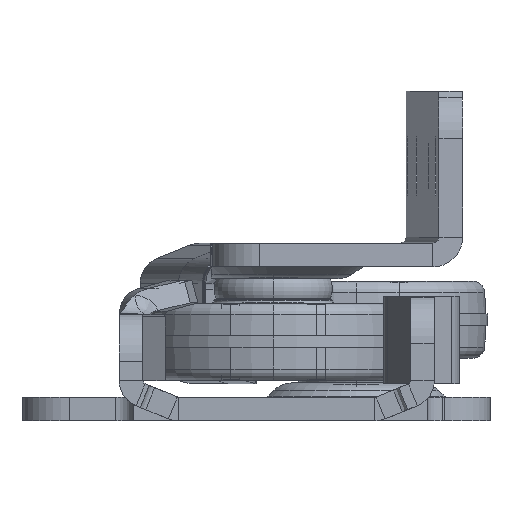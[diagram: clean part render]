
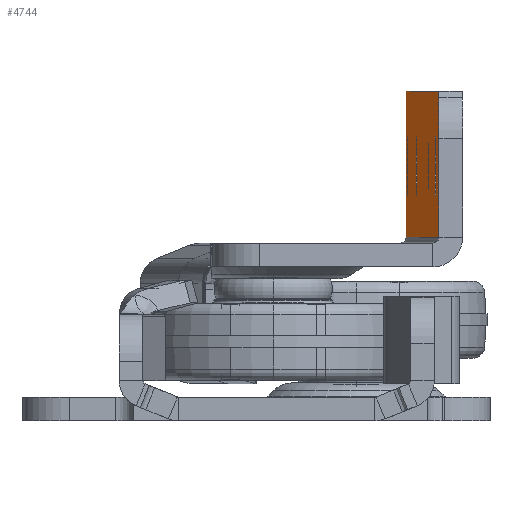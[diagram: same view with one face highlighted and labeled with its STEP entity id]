
A CAD part, left-side view. The second image highlights one B-rep face of the part: STEP entity #4744.
In plain terms, the highlighted face is planar.
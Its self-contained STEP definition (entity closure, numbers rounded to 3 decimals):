
#190 = PLANE ( 'NONE',  #12266 ) ;
#295 = DIRECTION ( 'NONE',  ( 0., 1., 0. ) ) ;
#359 = CARTESIAN_POINT ( 'NONE',  ( 0., -6.95, -29.674 ) ) ;
#379 = ORIENTED_EDGE ( 'NONE', *, *, #2051, .F. ) ;
#425 = CIRCLE ( 'NONE', #8826, 2.5 ) ;
#558 = ORIENTED_EDGE ( 'NONE', *, *, #4113, .T. ) ;
#733 = VERTEX_POINT ( 'NONE', #10660 ) ;
#813 = CARTESIAN_POINT ( 'NONE',  ( 465., -6.95, 6.5 ) ) ;
#816 = VECTOR ( 'NONE', #9707, 1000. ) ;
#958 = CARTESIAN_POINT ( 'NONE',  ( 51.5, -6.95, 6.5 ) ) ;
#964 = AXIS2_PLACEMENT_3D ( 'NONE', #958, #3953, #17136 ) ;
#1251 = EDGE_CURVE ( 'NONE', #12995, #11651, #3036, .T. ) ;
#1276 = VERTEX_POINT ( 'NONE', #4559 ) ;
#1306 = CARTESIAN_POINT ( 'NONE',  ( 0., -6.95, 0.5 ) ) ;
#1500 = VECTOR ( 'NONE', #11833, 1000. ) ;
#1540 = EDGE_CURVE ( 'NONE', #10753, #7926, #4875, .T. ) ;
#1751 = EDGE_LOOP ( 'NONE', ( #6125, #9570 ) ) ;
#1935 = DIRECTION ( 'NONE',  ( -1., 0., 0. ) ) ;
#1945 = EDGE_CURVE ( 'NONE', #6516, #5702, #4390, .T. ) ;
#2032 = DIRECTION ( 'NONE',  ( 1., 0., 0. ) ) ;
#2051 = EDGE_CURVE ( 'NONE', #4443, #11540, #6178, .T. ) ;
#2306 = DIRECTION ( 'NONE',  ( 1., 0., 0. ) ) ;
#2496 = LINE ( 'NONE', #6627, #12821 ) ;
#2620 = EDGE_CURVE ( 'NONE', #1276, #733, #425, .T. ) ;
#3036 = CIRCLE ( 'NONE', #8102, 4. ) ;
#3097 = ORIENTED_EDGE ( 'NONE', *, *, #12071, .F. ) ;
#3453 = CARTESIAN_POINT ( 'NONE',  ( 147.5, -6.95, 6.5 ) ) ;
#3477 = AXIS2_PLACEMENT_3D ( 'NONE', #13819, #8621, #2032 ) ;
#3482 = ORIENTED_EDGE ( 'NONE', *, *, #2620, .F. ) ;
#3484 = EDGE_CURVE ( 'NONE', #5835, #11651, #5062, .T. ) ;
#3488 = CIRCLE ( 'NONE', #964, 2.5 ) ;
#3732 = CARTESIAN_POINT ( 'NONE',  ( 493.5, -6.95, 12.29 ) ) ;
#3746 = CARTESIAN_POINT ( 'NONE',  ( 8., -6.95, 15.754 ) ) ;
#3749 = DIRECTION ( 'NONE',  ( 0., 0., 1. ) ) ;
#3759 = ORIENTED_EDGE ( 'NONE', *, *, #16243, .F. ) ;
#3908 = DIRECTION ( 'NONE',  ( 0., 0., -1. ) ) ;
#3913 = ORIENTED_EDGE ( 'NONE', *, *, #13023, .F. ) ;
#3953 = DIRECTION ( 'NONE',  ( 0., 1., 0. ) ) ;
#4073 = CIRCLE ( 'NONE', #6309, 2.5 ) ;
#4113 = EDGE_CURVE ( 'NONE', #13781, #12596, #2496, .T. ) ;
#4343 = CARTESIAN_POINT ( 'NONE',  ( 467.5, -6.95, 6.5 ) ) ;
#4381 = CIRCLE ( 'NONE', #6064, 2.5 ) ;
#4390 = LINE ( 'NONE', #10088, #8985 ) ;
#4431 = DIRECTION ( 'NONE',  ( 0., 1., 0. ) ) ;
#4443 = VERTEX_POINT ( 'NONE', #813 ) ;
#4465 = AXIS2_PLACEMENT_3D ( 'NONE', #12925, #13183, #6497 ) ;
#4559 = CARTESIAN_POINT ( 'NONE',  ( 145., -6.95, 6.5 ) ) ;
#4692 = DIRECTION ( 'NONE',  ( 1., 0., 0. ) ) ;
#4744 = ADVANCED_FACE ( 'NONE', ( #15295, #8609, #7040, #12404, #5886 ), #190, .F. ) ;
#4875 = CIRCLE ( 'NONE', #3477, 2.5 ) ;
#5062 = LINE ( 'NONE', #7879, #6327 ) ;
#5312 = CIRCLE ( 'NONE', #6434, 2.5 ) ;
#5702 = VERTEX_POINT ( 'NONE', #6227 ) ;
#5750 = CARTESIAN_POINT ( 'NONE',  ( 2., -6.95, 12.29 ) ) ;
#5835 = VERTEX_POINT ( 'NONE', #1306 ) ;
#5886 = FACE_BOUND ( 'NONE', #1751, .T. ) ;
#5966 = DIRECTION ( 'NONE',  ( 0., 1., 0. ) ) ;
#6011 = VERTEX_POINT ( 'NONE', #6758 ) ;
#6064 = AXIS2_PLACEMENT_3D ( 'NONE', #3453, #8800, #2306 ) ;
#6125 = ORIENTED_EDGE ( 'NONE', *, *, #7863, .F. ) ;
#6178 = CIRCLE ( 'NONE', #13797, 2.5 ) ;
#6227 = CARTESIAN_POINT ( 'NONE',  ( 492.572, -6.95, 12.826 ) ) ;
#6259 = EDGE_CURVE ( 'NONE', #6516, #12995, #13244, .T. ) ;
#6309 = AXIS2_PLACEMENT_3D ( 'NONE', #11993, #295, #12251 ) ;
#6327 = VECTOR ( 'NONE', #3749, 1000. ) ;
#6434 = AXIS2_PLACEMENT_3D ( 'NONE', #16601, #5966, #13891 ) ;
#6495 = DIRECTION ( 'NONE',  ( 1., 0., 0. ) ) ;
#6497 = DIRECTION ( 'NONE',  ( 1., 0., 0. ) ) ;
#6516 = VERTEX_POINT ( 'NONE', #13025 ) ;
#6627 = CARTESIAN_POINT ( 'NONE',  ( 495.5, -6.95, 12.826 ) ) ;
#6758 = CARTESIAN_POINT ( 'NONE',  ( 54., -6.95, 6.5 ) ) ;
#6851 = DIRECTION ( 'NONE',  ( 0., -1., 0. ) ) ;
#7025 = EDGE_CURVE ( 'NONE', #14791, #6011, #3488, .T. ) ;
#7040 = FACE_BOUND ( 'NONE', #16567, .T. ) ;
#7124 = ORIENTED_EDGE ( 'NONE', *, *, #11414, .F. ) ;
#7497 = EDGE_LOOP ( 'NONE', ( #3759, #10112, #10775, #9502, #13474, #3913, #7693, #558 ) ) ;
#7693 = ORIENTED_EDGE ( 'NONE', *, *, #11531, .F. ) ;
#7773 = VERTEX_POINT ( 'NONE', #3732 ) ;
#7863 = EDGE_CURVE ( 'NONE', #6011, #14791, #4073, .T. ) ;
#7879 = CARTESIAN_POINT ( 'NONE',  ( 0., -6.95, 12.826 ) ) ;
#7926 = VERTEX_POINT ( 'NONE', #14718 ) ;
#8102 = AXIS2_PLACEMENT_3D ( 'NONE', #16594, #6851, #16419 ) ;
#8609 = FACE_BOUND ( 'NONE', #10387, .T. ) ;
#8621 = DIRECTION ( 'NONE',  ( 0., 1., 0. ) ) ;
#8800 = DIRECTION ( 'NONE',  ( 0., 1., 0. ) ) ;
#8826 = AXIS2_PLACEMENT_3D ( 'NONE', #10766, #13502, #16297 ) ;
#8985 = VECTOR ( 'NONE', #14144, 1000. ) ;
#9502 = ORIENTED_EDGE ( 'NONE', *, *, #6259, .F. ) ;
#9570 = ORIENTED_EDGE ( 'NONE', *, *, #7025, .F. ) ;
#9707 = DIRECTION ( 'NONE',  ( -0.866, 0., 0.5 ) ) ;
#10088 = CARTESIAN_POINT ( 'NONE',  ( 0., -6.95, 12.826 ) ) ;
#10112 = ORIENTED_EDGE ( 'NONE', *, *, #3484, .T. ) ;
#10174 = ORIENTED_EDGE ( 'NONE', *, *, #15823, .F. ) ;
#10387 = EDGE_LOOP ( 'NONE', ( #3097, #379 ) ) ;
#10660 = CARTESIAN_POINT ( 'NONE',  ( 150., -6.95, 6.5 ) ) ;
#10753 = VERTEX_POINT ( 'NONE', #14021 ) ;
#10766 = CARTESIAN_POINT ( 'NONE',  ( 147.5, -6.95, 6.5 ) ) ;
#10775 = ORIENTED_EDGE ( 'NONE', *, *, #1251, .F. ) ;
#10796 = CARTESIAN_POINT ( 'NONE',  ( 0., -6.95, 8.826 ) ) ;
#10989 = EDGE_LOOP ( 'NONE', ( #10174, #3482 ) ) ;
#11368 = CARTESIAN_POINT ( 'NONE',  ( 49., -6.95, 6.5 ) ) ;
#11414 = EDGE_CURVE ( 'NONE', #7926, #10753, #5312, .T. ) ;
#11531 = EDGE_CURVE ( 'NONE', #13781, #7773, #14509, .T. ) ;
#11540 = VERTEX_POINT ( 'NONE', #13003 ) ;
#11601 = CARTESIAN_POINT ( 'NONE',  ( 0., -6.95, 0.5 ) ) ;
#11651 = VERTEX_POINT ( 'NONE', #10796 ) ;
#11784 = CIRCLE ( 'NONE', #13194, 2.5 ) ;
#11833 = DIRECTION ( 'NONE',  ( -0.866, 0., -0.5 ) ) ;
#11993 = CARTESIAN_POINT ( 'NONE',  ( 51.5, -6.95, 6.5 ) ) ;
#12071 = EDGE_CURVE ( 'NONE', #11540, #4443, #11784, .T. ) ;
#12251 = DIRECTION ( 'NONE',  ( 1., 0., 0. ) ) ;
#12266 = AXIS2_PLACEMENT_3D ( 'NONE', #359, #13985, #1935 ) ;
#12404 = FACE_BOUND ( 'NONE', #10989, .T. ) ;
#12596 = VERTEX_POINT ( 'NONE', #15382 ) ;
#12634 = LINE ( 'NONE', #13684, #816 ) ;
#12821 = VECTOR ( 'NONE', #3908, 1000. ) ;
#12925 = CARTESIAN_POINT ( 'NONE',  ( 491.5, -6.95, 8.826 ) ) ;
#12995 = VERTEX_POINT ( 'NONE', #5750 ) ;
#13003 = CARTESIAN_POINT ( 'NONE',  ( 470., -6.95, 6.5 ) ) ;
#13023 = EDGE_CURVE ( 'NONE', #7773, #5702, #12634, .T. ) ;
#13025 = CARTESIAN_POINT ( 'NONE',  ( 2.928, -6.95, 12.826 ) ) ;
#13183 = DIRECTION ( 'NONE',  ( 0., -1., 0. ) ) ;
#13194 = AXIS2_PLACEMENT_3D ( 'NONE', #4343, #4431, #4692 ) ;
#13244 = LINE ( 'NONE', #3746, #1500 ) ;
#13265 = DIRECTION ( 'NONE',  ( 0., 1., 0. ) ) ;
#13474 = ORIENTED_EDGE ( 'NONE', *, *, #1945, .T. ) ;
#13502 = DIRECTION ( 'NONE',  ( 0., 1., 0. ) ) ;
#13684 = CARTESIAN_POINT ( 'NONE',  ( 493.5, -6.95, 12.29 ) ) ;
#13781 = VERTEX_POINT ( 'NONE', #14953 ) ;
#13797 = AXIS2_PLACEMENT_3D ( 'NONE', #14324, #13265, #6495 ) ;
#13819 = CARTESIAN_POINT ( 'NONE',  ( 339.5, -6.95, 6.5 ) ) ;
#13842 = ORIENTED_EDGE ( 'NONE', *, *, #1540, .F. ) ;
#13891 = DIRECTION ( 'NONE',  ( 1., 0., 0. ) ) ;
#13985 = DIRECTION ( 'NONE',  ( 0., -1., 0. ) ) ;
#14021 = CARTESIAN_POINT ( 'NONE',  ( 342., -6.95, 6.5 ) ) ;
#14144 = DIRECTION ( 'NONE',  ( 1., 0., 0. ) ) ;
#14324 = CARTESIAN_POINT ( 'NONE',  ( 467.5, -6.95, 6.5 ) ) ;
#14509 = CIRCLE ( 'NONE', #4465, 4. ) ;
#14718 = CARTESIAN_POINT ( 'NONE',  ( 337., -6.95, 6.5 ) ) ;
#14791 = VERTEX_POINT ( 'NONE', #11368 ) ;
#14953 = CARTESIAN_POINT ( 'NONE',  ( 495.5, -6.95, 8.826 ) ) ;
#15295 = FACE_OUTER_BOUND ( 'NONE', #7497, .T. ) ;
#15382 = CARTESIAN_POINT ( 'NONE',  ( 495.5, -6.95, 0.5 ) ) ;
#15823 = EDGE_CURVE ( 'NONE', #733, #1276, #4381, .T. ) ;
#16243 = EDGE_CURVE ( 'NONE', #5835, #12596, #16962, .T. ) ;
#16297 = DIRECTION ( 'NONE',  ( 1., 0., 0. ) ) ;
#16419 = DIRECTION ( 'NONE',  ( -1., 0., 0. ) ) ;
#16449 = VECTOR ( 'NONE', #17052, 1000. ) ;
#16567 = EDGE_LOOP ( 'NONE', ( #13842, #7124 ) ) ;
#16594 = CARTESIAN_POINT ( 'NONE',  ( 4., -6.95, 8.826 ) ) ;
#16601 = CARTESIAN_POINT ( 'NONE',  ( 339.5, -6.95, 6.5 ) ) ;
#16962 = LINE ( 'NONE', #11601, #16449 ) ;
#17052 = DIRECTION ( 'NONE',  ( 1., 0., 0. ) ) ;
#17136 = DIRECTION ( 'NONE',  ( 1., 0., 0. ) ) ;
